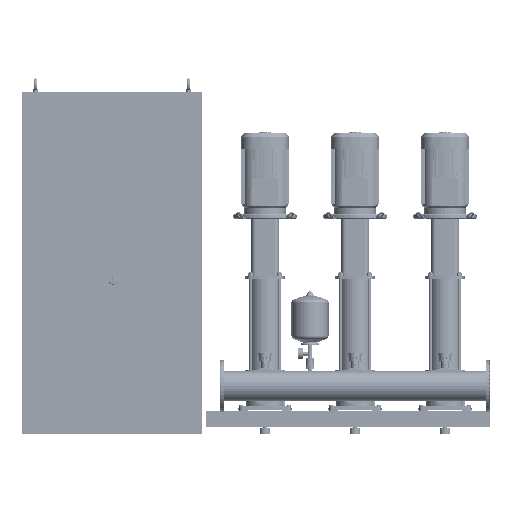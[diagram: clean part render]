
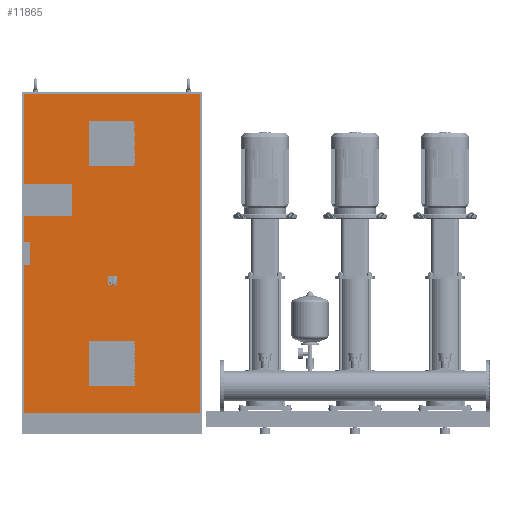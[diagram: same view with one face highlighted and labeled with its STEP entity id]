
A CAD part, front view. The second image highlights one B-rep face of the part: STEP entity #11865.
In plain terms, the highlighted planar face has unit normal (0, -1, 0).
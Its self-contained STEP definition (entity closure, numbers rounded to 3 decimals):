
#10983=CARTESIAN_POINT('',(-1058.0,-237.5,940.0));
#10984=VERTEX_POINT('',#10983);
#10991=CARTESIAN_POINT('',(-1058.0,-237.5,1065.0));
#10992=VERTEX_POINT('',#10991);
#10993=CARTESIAN_POINT('',(-1058.0,-237.5,1065.0));
#10994=DIRECTION('',(0.0,0.0,-1.0));
#10995=VECTOR('',#10994,125.0);
#10996=LINE('',#10993,#10995);
#10997=EDGE_CURVE('',#10992,#10984,#10996,.T.);
#11021=CARTESIAN_POINT('',(-1088.0,-237.5,940.0));
#11022=VERTEX_POINT('',#11021);
#11029=CARTESIAN_POINT('',(-1058.0,-237.5,940.0));
#11030=DIRECTION('',(-1.0,0.0,0.0));
#11031=VECTOR('',#11030,30.0);
#11032=LINE('',#11029,#11031);
#11033=EDGE_CURVE('',#10984,#11022,#11032,.T.);
#11052=CARTESIAN_POINT('',(-1088.0,-237.5,1065.0));
#11053=VERTEX_POINT('',#11052);
#11060=CARTESIAN_POINT('',(-1088.0,-237.5,940.0));
#11061=DIRECTION('',(0.0,0.0,1.0));
#11062=VECTOR('',#11061,125.0);
#11063=LINE('',#11060,#11062);
#11064=EDGE_CURVE('',#11022,#11053,#11063,.T.);
#11082=CARTESIAN_POINT('',(-1088.0,-237.5,1065.0));
#11083=DIRECTION('',(1.0,0.0,0.0));
#11084=VECTOR('',#11083,30.0);
#11085=LINE('',#11082,#11084);
#11086=EDGE_CURVE('',#11053,#10992,#11085,.T.);
#11149=CARTESIAN_POINT('',(-1090.0,-237.5,1210.0));
#11150=VERTEX_POINT('',#11149);
#11167=CARTESIAN_POINT('',(-1090.0,-237.5,115.0));
#11168=VERTEX_POINT('',#11167);
#11175=CARTESIAN_POINT('',(-1090.0,-237.5,115.0));
#11176=DIRECTION('',(0.0,0.0,1.0));
#11177=VECTOR('',#11176,1095.0);
#11178=LINE('',#11175,#11177);
#11179=EDGE_CURVE('',#11168,#11150,#11178,.T.);
#11197=CARTESIAN_POINT('',(-820.0,-237.5,1385.0));
#11198=VERTEX_POINT('',#11197);
#11205=CARTESIAN_POINT('',(-1090.0,-237.5,1385.0));
#11206=VERTEX_POINT('',#11205);
#11207=CARTESIAN_POINT('',(-1090.0,-237.5,1385.0));
#11208=DIRECTION('',(1.0,0.0,0.0));
#11209=VECTOR('',#11208,270.0);
#11210=LINE('',#11207,#11209);
#11211=EDGE_CURVE('',#11206,#11198,#11210,.T.);
#11244=CARTESIAN_POINT('',(-820.0,-237.5,1210.0));
#11245=VERTEX_POINT('',#11244);
#11252=CARTESIAN_POINT('',(-820.0,-237.5,1385.0));
#11253=DIRECTION('',(0.0,0.0,-1.0));
#11254=VECTOR('',#11253,175.0);
#11255=LINE('',#11252,#11254);
#11256=EDGE_CURVE('',#11198,#11245,#11255,.T.);
#11281=CARTESIAN_POINT('',(-820.0,-237.5,1210.0));
#11282=DIRECTION('',(-1.0,0.0,0.0));
#11283=VECTOR('',#11282,270.0);
#11284=LINE('',#11281,#11283);
#11285=EDGE_CURVE('',#11245,#11150,#11284,.T.);
#11324=CARTESIAN_POINT('',(-475.,-237.5,1740.0));
#11325=VERTEX_POINT('',#11324);
#11332=CARTESIAN_POINT('',(-725.,-237.5,1740.0));
#11333=VERTEX_POINT('',#11332);
#11334=CARTESIAN_POINT('',(-725.,-237.5,1740.0));
#11335=DIRECTION('',(1.0,0.0,0.0));
#11336=VECTOR('',#11335,250.0);
#11337=LINE('',#11334,#11336);
#11338=EDGE_CURVE('',#11333,#11325,#11337,.T.);
#11362=CARTESIAN_POINT('',(-475.0,-237.5,1490.0));
#11363=VERTEX_POINT('',#11362);
#11370=CARTESIAN_POINT('',(-475.,-237.5,1740.0));
#11371=DIRECTION('',(0.0,0.0,-1.0));
#11372=VECTOR('',#11371,250.0);
#11373=LINE('',#11370,#11372);
#11374=EDGE_CURVE('',#11325,#11363,#11373,.T.);
#11393=CARTESIAN_POINT('',(-725.,-237.5,1490.0));
#11394=VERTEX_POINT('',#11393);
#11401=CARTESIAN_POINT('',(-475.0,-237.5,1490.0));
#11402=DIRECTION('',(-1.0,0.0,0.0));
#11403=VECTOR('',#11402,250.);
#11404=LINE('',#11401,#11403);
#11405=EDGE_CURVE('',#11363,#11394,#11404,.T.);
#11423=CARTESIAN_POINT('',(-725.,-237.5,1490.0));
#11424=DIRECTION('',(0.0,0.0,1.0));
#11425=VECTOR('',#11424,250.0);
#11426=LINE('',#11423,#11425);
#11427=EDGE_CURVE('',#11394,#11333,#11426,.T.);
#11460=CARTESIAN_POINT('',(-475.0,-237.5,265.0));
#11461=VERTEX_POINT('',#11460);
#11468=CARTESIAN_POINT('',(-475.0,-237.5,515.0));
#11469=VERTEX_POINT('',#11468);
#11470=CARTESIAN_POINT('',(-475.0,-237.5,515.0));
#11471=DIRECTION('',(0.0,0.0,-1.0));
#11472=VECTOR('',#11471,250.0);
#11473=LINE('',#11470,#11472);
#11474=EDGE_CURVE('',#11469,#11461,#11473,.T.);
#11498=CARTESIAN_POINT('',(-725.0,-237.5,265.0));
#11499=VERTEX_POINT('',#11498);
#11506=CARTESIAN_POINT('',(-475.0,-237.5,265.0));
#11507=DIRECTION('',(-1.0,0.0,0.0));
#11508=VECTOR('',#11507,250.0);
#11509=LINE('',#11506,#11508);
#11510=EDGE_CURVE('',#11461,#11499,#11509,.T.);
#11529=CARTESIAN_POINT('',(-725.0,-237.5,515.0));
#11530=VERTEX_POINT('',#11529);
#11537=CARTESIAN_POINT('',(-725.0,-237.5,265.0));
#11538=DIRECTION('',(0.0,0.0,1.0));
#11539=VECTOR('',#11538,250.0);
#11540=LINE('',#11537,#11539);
#11541=EDGE_CURVE('',#11499,#11530,#11540,.T.);
#11559=CARTESIAN_POINT('',(-725.0,-237.5,515.0));
#11560=DIRECTION('',(1.0,0.0,0.0));
#11561=VECTOR('',#11560,250.0);
#11562=LINE('',#11559,#11561);
#11563=EDGE_CURVE('',#11530,#11469,#11562,.T.);
#11722=CARTESIAN_POINT('',(-110.,-237.5,1890.0));
#11723=VERTEX_POINT('',#11722);
#11724=CARTESIAN_POINT('',(-110.0,-237.5,115.0));
#11725=VERTEX_POINT('',#11724);
#11726=CARTESIAN_POINT('',(-110.,-237.5,1890.0));
#11727=DIRECTION('',(0.0,0.0,-1.0));
#11728=VECTOR('',#11727,1775.0);
#11729=LINE('',#11726,#11728);
#11730=EDGE_CURVE('',#11723,#11725,#11729,.T.);
#11762=CARTESIAN_POINT('',(-110.0,-237.5,115.0));
#11763=DIRECTION('',(-1.0,0.0,0.0));
#11764=VECTOR('',#11763,980.0);
#11765=LINE('',#11762,#11764);
#11766=EDGE_CURVE('',#11725,#11168,#11765,.T.);
#11785=CARTESIAN_POINT('',(-1090.0,-237.5,1890.0));
#11786=VERTEX_POINT('',#11785);
#11787=CARTESIAN_POINT('',(-1090.0,-237.5,1385.0));
#11788=DIRECTION('',(0.0,0.0,1.0));
#11789=VECTOR('',#11788,505.0);
#11790=LINE('',#11787,#11789);
#11791=EDGE_CURVE('',#11206,#11786,#11790,.T.);
#11815=CARTESIAN_POINT('',(-1090.0,-237.5,1890.0));
#11816=DIRECTION('',(1.0,0.0,0.0));
#11817=VECTOR('',#11816,980.);
#11818=LINE('',#11815,#11817);
#11819=EDGE_CURVE('',#11786,#11723,#11818,.T.);
#11832=CARTESIAN_POINT('',(-600.0,-237.5,1002.5));
#11833=DIRECTION('',(0.0,1.0,0.0));
#11834=DIRECTION('',(0.0,0.0,1.0));
#11835=AXIS2_PLACEMENT_3D('',#11832,#11833,#11834);
#11836=PLANE('',#11835);
#11837=ORIENTED_EDGE('',*,*,#11285,.T.);
#11838=ORIENTED_EDGE('',*,*,#11179,.F.);
#11839=ORIENTED_EDGE('',*,*,#11766,.F.);
#11840=ORIENTED_EDGE('',*,*,#11730,.F.);
#11841=ORIENTED_EDGE('',*,*,#11819,.F.);
#11842=ORIENTED_EDGE('',*,*,#11791,.F.);
#11843=ORIENTED_EDGE('',*,*,#11211,.T.);
#11844=ORIENTED_EDGE('',*,*,#11256,.T.);
#11845=EDGE_LOOP('',(#11837,#11838,#11839,#11840,#11841,#11842,#11843,#11844));
#11846=FACE_OUTER_BOUND('',#11845,.T.);
#11847=ORIENTED_EDGE('',*,*,#10997,.T.);
#11848=ORIENTED_EDGE('',*,*,#11033,.T.);
#11849=ORIENTED_EDGE('',*,*,#11064,.T.);
#11850=ORIENTED_EDGE('',*,*,#11086,.T.);
#11851=EDGE_LOOP('',(#11847,#11848,#11849,#11850));
#11852=FACE_BOUND('',#11851,.T.);
#11853=ORIENTED_EDGE('',*,*,#11338,.T.);
#11854=ORIENTED_EDGE('',*,*,#11374,.T.);
#11855=ORIENTED_EDGE('',*,*,#11405,.T.);
#11856=ORIENTED_EDGE('',*,*,#11427,.T.);
#11857=EDGE_LOOP('',(#11853,#11854,#11855,#11856));
#11858=FACE_BOUND('',#11857,.T.);
#11859=ORIENTED_EDGE('',*,*,#11474,.T.);
#11860=ORIENTED_EDGE('',*,*,#11510,.T.);
#11861=ORIENTED_EDGE('',*,*,#11541,.T.);
#11862=ORIENTED_EDGE('',*,*,#11563,.T.);
#11863=EDGE_LOOP('',(#11859,#11860,#11861,#11862));
#11864=FACE_BOUND('',#11863,.T.);
#11865=ADVANCED_FACE('',(#11846,#11852,#11858,#11864),#11836,.F.);
